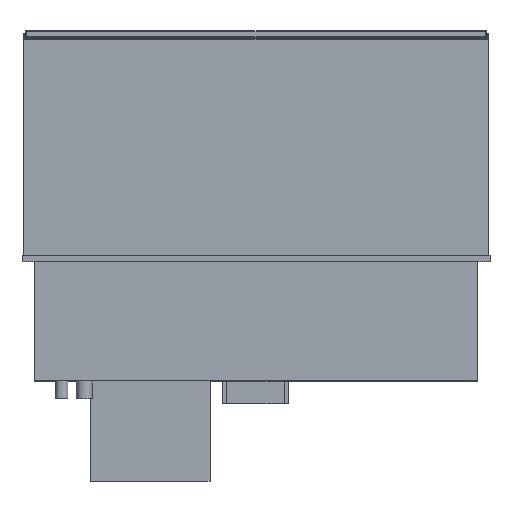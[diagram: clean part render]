
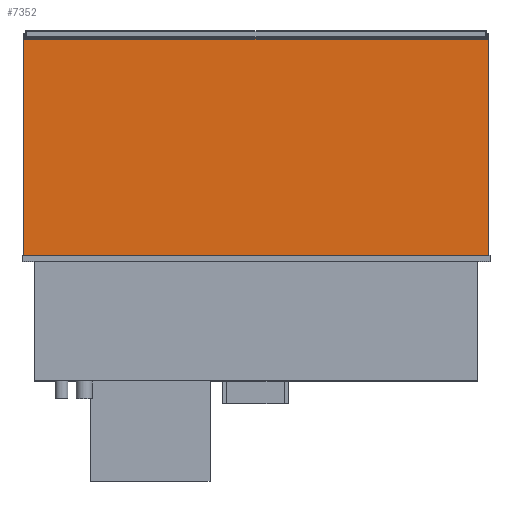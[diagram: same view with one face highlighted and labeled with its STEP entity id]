
A CAD part, top view. The second image highlights one B-rep face of the part: STEP entity #7352.
In plain terms, the highlighted planar face has unit normal (0, 0, 1).
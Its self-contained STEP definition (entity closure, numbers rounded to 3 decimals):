
#544=FACE_OUTER_BOUND('',#984,.T.);
#984=EDGE_LOOP('',(#6245,#6246,#6247,#6248));
#1818=LINE('',#11584,#2756);
#1836=LINE('',#11619,#2774);
#1837=LINE('',#11622,#2775);
#1838=LINE('',#11623,#2776);
#2756=VECTOR('',#9514,10.);
#2774=VECTOR('',#9546,10.);
#2775=VECTOR('',#9549,10.);
#2776=VECTOR('',#9550,10.);
#3483=VERTEX_POINT('',#11577);
#3486=VERTEX_POINT('',#11582);
#3496=VERTEX_POINT('',#11617);
#3497=VERTEX_POINT('',#11621);
#4418=EDGE_CURVE('',#3486,#3483,#1818,.T.);
#4436=EDGE_CURVE('',#3496,#3483,#1836,.T.);
#4437=EDGE_CURVE('',#3497,#3496,#1837,.T.);
#4438=EDGE_CURVE('',#3497,#3486,#1838,.T.);
#6245=ORIENTED_EDGE('',*,*,#4437,.T.);
#6246=ORIENTED_EDGE('',*,*,#4436,.T.);
#6247=ORIENTED_EDGE('',*,*,#4418,.F.);
#6248=ORIENTED_EDGE('',*,*,#4438,.F.);
#6931=PLANE('',#7896);
#7352=ADVANCED_FACE('',(#544),#6931,.T.);
#7896=AXIS2_PLACEMENT_3D('',#11620,#9547,#9548);
#9514=DIRECTION('',(1.,0.,0.));
#9546=DIRECTION('',(0.,1.,0.));
#9547=DIRECTION('center_axis',(0.,0.,1.));
#9548=DIRECTION('ref_axis',(1.,0.,0.));
#9549=DIRECTION('',(1.,0.,0.));
#9550=DIRECTION('',(0.,1.,0.));
#11577=CARTESIAN_POINT('',(720.,690.,347.5));
#11582=CARTESIAN_POINT('',(-720.,690.,347.5));
#11584=CARTESIAN_POINT('',(-720.,690.,347.5));
#11617=CARTESIAN_POINT('',(720.,20.,347.5));
#11619=CARTESIAN_POINT('',(720.,20.,347.5));
#11620=CARTESIAN_POINT('Origin',(-720.,20.,347.5));
#11621=CARTESIAN_POINT('',(-720.,20.,347.5));
#11622=CARTESIAN_POINT('',(-720.,20.,347.5));
#11623=CARTESIAN_POINT('',(-720.,20.,347.5));
